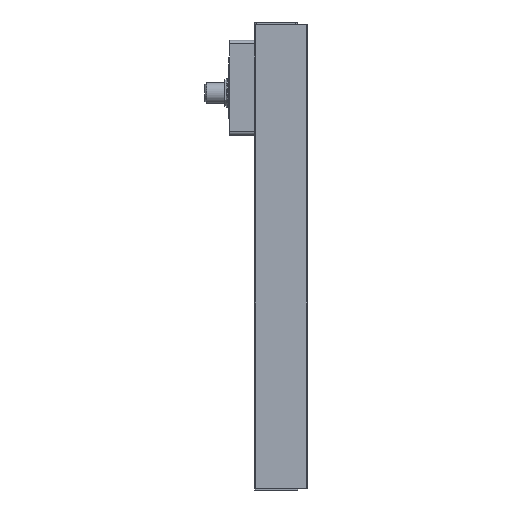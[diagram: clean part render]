
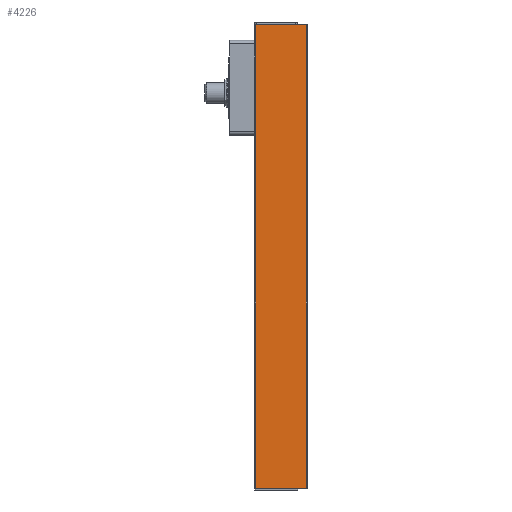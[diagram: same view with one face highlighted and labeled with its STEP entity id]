
A CAD part, left-side view. The second image highlights one B-rep face of the part: STEP entity #4226.
In plain terms, the highlighted planar face has unit normal (-1, 0, 0).
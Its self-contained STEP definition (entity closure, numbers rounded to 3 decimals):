
#304 = CARTESIAN_POINT ( 'NONE',  ( 0., 29.3, -264.5 ) ) ;
#421 = LINE ( 'NONE', #304, #2550 ) ;
#703 = VECTOR ( 'NONE', #9875, 1000. ) ;
#1149 = ORIENTED_EDGE ( 'NONE', *, *, #8122, .F. ) ;
#1227 = VECTOR ( 'NONE', #3339, 1000. ) ;
#1604 = CARTESIAN_POINT ( 'NONE',  ( 0., 29.3, -264.5 ) ) ;
#1880 = PLANE ( 'NONE',  #7340 ) ;
#2365 = EDGE_CURVE ( 'NONE', #5626, #9445, #3563, .T. ) ;
#2550 = VECTOR ( 'NONE', #9238, 1000. ) ;
#3339 = DIRECTION ( 'NONE',  ( 0., 0., -1. ) ) ;
#3563 = LINE ( 'NONE', #1604, #5184 ) ;
#3650 = CARTESIAN_POINT ( 'NONE',  ( 0., 29.3, -264.5 ) ) ;
#4226 = ADVANCED_FACE ( 'NONE', ( #10770 ), #1880, .T. ) ;
#4471 = DIRECTION ( 'NONE',  ( 0., -1., 0. ) ) ;
#4692 = DIRECTION ( 'NONE',  ( 0., 0., 1. ) ) ;
#4735 = EDGE_CURVE ( 'NONE', #6820, #5626, #421, .T. ) ;
#5184 = VECTOR ( 'NONE', #4471, 1000. ) ;
#5199 = CARTESIAN_POINT ( 'NONE',  ( 0., 29.3, -264.5 ) ) ;
#5287 = CARTESIAN_POINT ( 'NONE',  ( 0., 0.5, -264.5 ) ) ;
#5626 = VERTEX_POINT ( 'NONE', #5199 ) ;
#5731 = ORIENTED_EDGE ( 'NONE', *, *, #2365, .T. ) ;
#5855 = CARTESIAN_POINT ( 'NONE',  ( 0., 0.5, -264.5 ) ) ;
#5927 = LINE ( 'NONE', #12750, #703 ) ;
#6820 = VERTEX_POINT ( 'NONE', #11234 ) ;
#7294 = ORIENTED_EDGE ( 'NONE', *, *, #4735, .T. ) ;
#7340 = AXIS2_PLACEMENT_3D ( 'NONE', #3650, #9668, #4692 ) ;
#7631 = EDGE_LOOP ( 'NONE', ( #5731, #1149, #10290, #7294 ) ) ;
#7894 = CARTESIAN_POINT ( 'NONE',  ( 0., 0.5, 0. ) ) ;
#8122 = EDGE_CURVE ( 'NONE', #9244, #9445, #12359, .T. ) ;
#9238 = DIRECTION ( 'NONE',  ( 0., 0., -1. ) ) ;
#9244 = VERTEX_POINT ( 'NONE', #7894 ) ;
#9445 = VERTEX_POINT ( 'NONE', #5855 ) ;
#9668 = DIRECTION ( 'NONE',  ( -1., 0., 0. ) ) ;
#9875 = DIRECTION ( 'NONE',  ( 0., -1., 0. ) ) ;
#10290 = ORIENTED_EDGE ( 'NONE', *, *, #11939, .F. ) ;
#10770 = FACE_OUTER_BOUND ( 'NONE', #7631, .T. ) ;
#11234 = CARTESIAN_POINT ( 'NONE',  ( 0., 29.3, 0. ) ) ;
#11939 = EDGE_CURVE ( 'NONE', #6820, #9244, #5927, .T. ) ;
#12359 = LINE ( 'NONE', #5287, #1227 ) ;
#12750 = CARTESIAN_POINT ( 'NONE',  ( 0., 29.3, 0. ) ) ;
